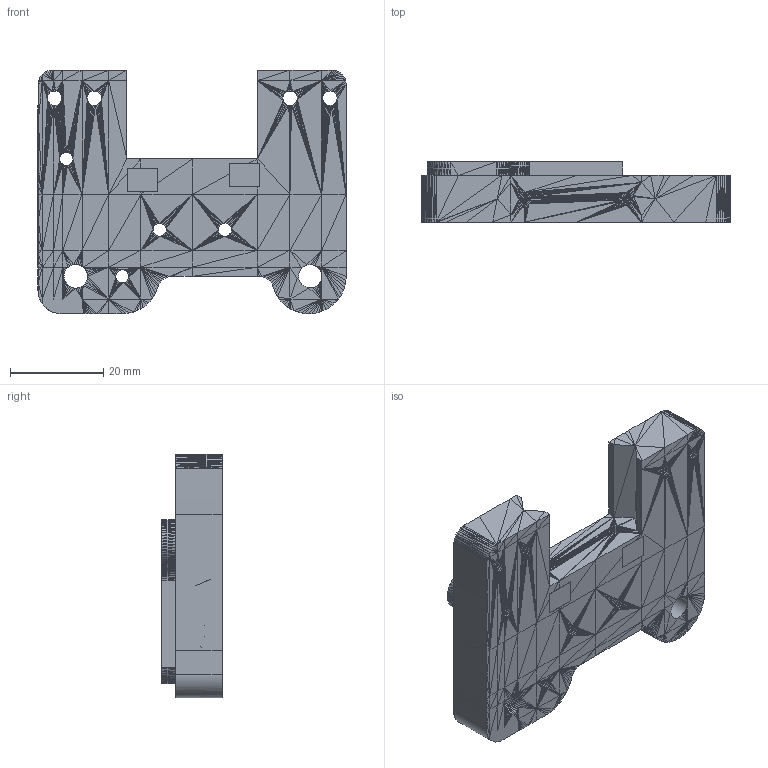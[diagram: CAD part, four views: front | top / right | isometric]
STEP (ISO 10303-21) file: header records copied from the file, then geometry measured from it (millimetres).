
FILE_DESCRIPTION(/* description */ (''),/* implementation_level */ '2;1');
FILE_NAME(/* name */ 'Plaque cariage Teknik v2.step',/* time_stamp */ '2020-04-01T16:29:50+02:00',/* author */ (''),/* organization */ (''),/* preprocessor_version */ 'ST-DEVELOPER v18',/* originating_system */ 'Autodesk Translation Framework v8.12.0.6',/* authorisation */ '');
FILE_SCHEMA (('AUTOMOTIVE_DESIGN { 1 0 10303 214 3 1 1 }'));
Products named in the file (1): Plaque cariage Teknik
Bounding box: 66.1 x 13.05 x 52.2 mm (x, y, z)
Volume: 0.1 mm3; surface area: 9984 mm2
Topology: 5 solids, 6 shells, 3392 faces, 5514 edges, 2114 vertices
Faces by surface type: plane 3381, cylinder 11
Full cylindrical faces by diameter (mm): 5 x1
Entity records: 72525 total; most frequent: DIRECTION 12630, CARTESIAN_POINT 11564, ORIENTED_EDGE 11544, EDGE_CURVE 5772, LINE 5700, VECTOR 5700, AXIS2_PLACEMENT_3D 3465, EDGE_LOOP 3425
